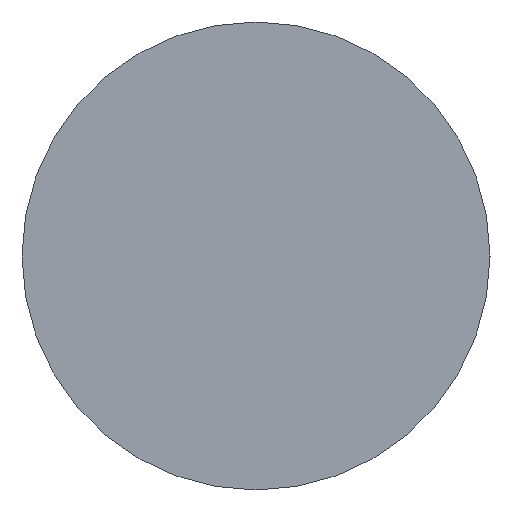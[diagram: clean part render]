
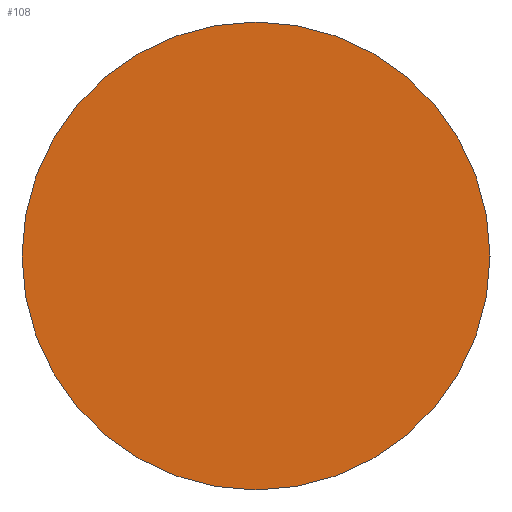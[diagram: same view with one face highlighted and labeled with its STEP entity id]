
A CAD part, left-side view. The second image highlights one B-rep face of the part: STEP entity #108.
In plain terms, the highlighted planar face has unit normal (-1, 0, 0).
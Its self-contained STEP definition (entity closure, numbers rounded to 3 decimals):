
#2 = CARTESIAN_POINT ( 'NONE',  ( 548.519, 55.908, 0. ) ) ;
#7 = CARTESIAN_POINT ( 'NONE',  ( 548.519, 55.908, 22.5 ) ) ;
#13 = CIRCLE ( 'NONE', #134, 22.5 ) ;
#24 = DIRECTION ( 'NONE',  ( 1., 0., 0. ) ) ;
#27 = AXIS2_PLACEMENT_3D ( 'NONE', #91, #24, #131 ) ;
#36 = CARTESIAN_POINT ( 'NONE',  ( 548.519, 55.908, -22.5 ) ) ;
#37 = DIRECTION ( 'NONE',  ( -1., 0., 0. ) ) ;
#39 = CARTESIAN_POINT ( 'NONE',  ( 548.519, 55.908, 0. ) ) ;
#60 = ORIENTED_EDGE ( 'NONE', *, *, #73, .T. ) ;
#71 = VERTEX_POINT ( 'NONE', #36 ) ;
#73 = EDGE_CURVE ( 'NONE', #166, #71, #87, .T. ) ;
#74 = AXIS2_PLACEMENT_3D ( 'NONE', #2, #139, #168 ) ;
#79 = PLANE ( 'NONE',  #27 ) ;
#87 = CIRCLE ( 'NONE', #74, 22.5 ) ;
#91 = CARTESIAN_POINT ( 'NONE',  ( 548.519, 55.908, 0. ) ) ;
#108 = ADVANCED_FACE ( 'NONE', ( #161 ), #79, .F. ) ;
#126 = EDGE_CURVE ( 'NONE', #71, #166, #13, .T. ) ;
#131 = DIRECTION ( 'NONE',  ( 0., 0., -1. ) ) ;
#134 = AXIS2_PLACEMENT_3D ( 'NONE', #39, #37, #176 ) ;
#139 = DIRECTION ( 'NONE',  ( -1., 0., 0. ) ) ;
#161 = FACE_OUTER_BOUND ( 'NONE', #173, .T. ) ;
#166 = VERTEX_POINT ( 'NONE', #7 ) ;
#168 = DIRECTION ( 'NONE',  ( 0., 0., 1. ) ) ;
#173 = EDGE_LOOP ( 'NONE', ( #60, #174 ) ) ;
#174 = ORIENTED_EDGE ( 'NONE', *, *, #126, .T. ) ;
#176 = DIRECTION ( 'NONE',  ( 0., 0., 1. ) ) ;
